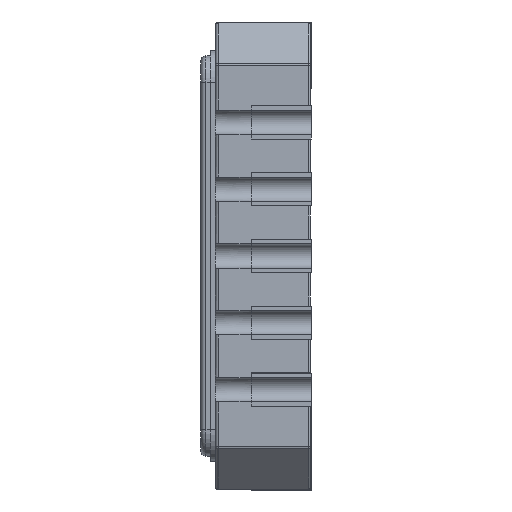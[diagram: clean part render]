
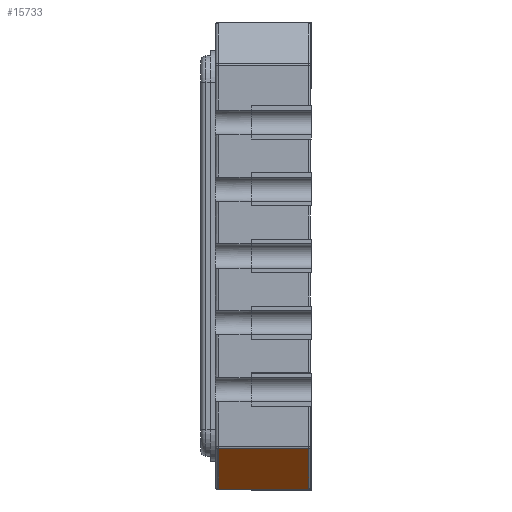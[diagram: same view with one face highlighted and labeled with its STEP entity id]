
A CAD part, left-side view. The second image highlights one B-rep face of the part: STEP entity #15733.
In plain terms, the highlighted planar face has unit normal (-0.707, 0, -0.707).
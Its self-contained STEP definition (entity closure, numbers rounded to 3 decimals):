
#303 = VERTEX_POINT ( 'NONE', #14604 ) ;
#678 = CARTESIAN_POINT ( 'NONE',  ( -4.445, 1.82, -3.645 ) ) ;
#1066 = CARTESIAN_POINT ( 'NONE',  ( -4.445, 1.76, -3.645 ) ) ;
#1724 = VECTOR ( 'NONE', #5969, 1000. ) ;
#2664 = AXIS2_PLACEMENT_3D ( 'NONE', #678, #5506, #15397 ) ;
#2761 = FACE_OUTER_BOUND ( 'NONE', #12315, .T. ) ;
#4072 = VERTEX_POINT ( 'NONE', #14617 ) ;
#5248 = DIRECTION ( 'NONE',  ( 0., -1., 0. ) ) ;
#5506 = DIRECTION ( 'NONE',  ( 0.707, 0., 0.707 ) ) ;
#5895 = VECTOR ( 'NONE', #7052, 1000. ) ;
#5969 = DIRECTION ( 'NONE',  ( 0., 1., 0. ) ) ;
#6571 = EDGE_CURVE ( 'NONE', #13356, #4072, #13496, .T. ) ;
#6795 = PLANE ( 'NONE',  #2664 ) ;
#7052 = DIRECTION ( 'NONE',  ( -0.707, 0., 0.707 ) ) ;
#7530 = ORIENTED_EDGE ( 'NONE', *, *, #6571, .T. ) ;
#7976 = EDGE_CURVE ( 'NONE', #303, #13356, #11767, .T. ) ;
#9172 = LINE ( 'NONE', #11975, #5895 ) ;
#9738 = VERTEX_POINT ( 'NONE', #11711 ) ;
#9779 = DIRECTION ( 'NONE',  ( 0.707, 0., -0.707 ) ) ;
#9817 = LINE ( 'NONE', #14423, #1724 ) ;
#10181 = ORIENTED_EDGE ( 'NONE', *, *, #15394, .T. ) ;
#10247 = CARTESIAN_POINT ( 'NONE',  ( -3.663, 1.82, -4.427 ) ) ;
#10727 = ORIENTED_EDGE ( 'NONE', *, *, #7976, .T. ) ;
#11711 = CARTESIAN_POINT ( 'NONE',  ( -4.427, 0.05, -3.663 ) ) ;
#11767 = LINE ( 'NONE', #1066, #14909 ) ;
#11842 = CARTESIAN_POINT ( 'NONE',  ( -3.663, 1.76, -4.427 ) ) ;
#11891 = EDGE_CURVE ( 'NONE', #9738, #303, #9817, .T. ) ;
#11975 = CARTESIAN_POINT ( 'NONE',  ( -4.427, 0.05, -3.663 ) ) ;
#12315 = EDGE_LOOP ( 'NONE', ( #7530, #10181, #13360, #10727 ) ) ;
#12930 = VECTOR ( 'NONE', #5248, 1000. ) ;
#13356 = VERTEX_POINT ( 'NONE', #11842 ) ;
#13360 = ORIENTED_EDGE ( 'NONE', *, *, #11891, .T. ) ;
#13496 = LINE ( 'NONE', #10247, #12930 ) ;
#14423 = CARTESIAN_POINT ( 'NONE',  ( -4.427, 1.82, -3.663 ) ) ;
#14604 = CARTESIAN_POINT ( 'NONE',  ( -4.427, 1.76, -3.663 ) ) ;
#14617 = CARTESIAN_POINT ( 'NONE',  ( -3.663, 0.05, -4.427 ) ) ;
#14909 = VECTOR ( 'NONE', #9779, 1000. ) ;
#15394 = EDGE_CURVE ( 'NONE', #4072, #9738, #9172, .T. ) ;
#15397 = DIRECTION ( 'NONE',  ( 0.707, 0., -0.707 ) ) ;
#15733 = ADVANCED_FACE ( 'NONE', ( #2761 ), #6795, .F. ) ;
